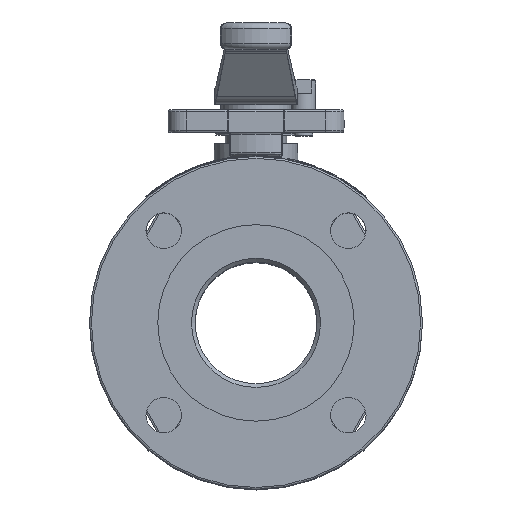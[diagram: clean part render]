
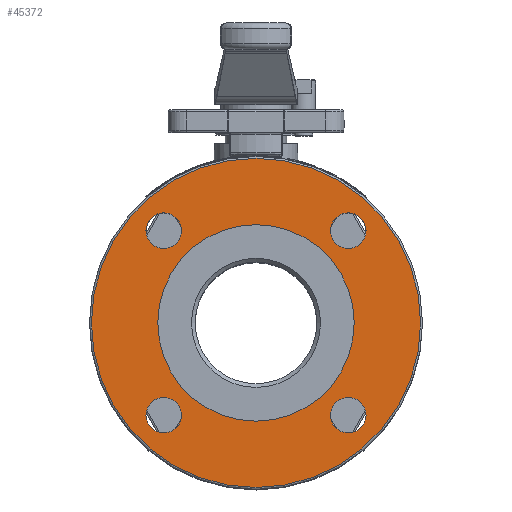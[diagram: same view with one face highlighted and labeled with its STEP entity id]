
A CAD part, top view. The second image highlights one B-rep face of the part: STEP entity #45372.
In plain terms, the highlighted planar face has unit normal (0, 0, 1).
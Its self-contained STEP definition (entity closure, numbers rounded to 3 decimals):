
#1526=FACE_BOUND('',#8920,.T.);
#1527=FACE_BOUND('',#8921,.T.);
#1528=FACE_BOUND('',#8922,.T.);
#1529=FACE_BOUND('',#8923,.T.);
#1530=FACE_BOUND('',#8924,.T.);
#4461=PLANE('',#47705);
#6232=FACE_OUTER_BOUND('',#8919,.T.);
#8919=EDGE_LOOP('',(#36018));
#8920=EDGE_LOOP('',(#36019));
#8921=EDGE_LOOP('',(#36020));
#8922=EDGE_LOOP('',(#36021));
#8923=EDGE_LOOP('',(#36022));
#8924=EDGE_LOOP('',(#36023));
#16745=CIRCLE('',#47703,88.);
#16746=CIRCLE('',#47706,52.5);
#16747=CIRCLE('',#47707,9.5);
#16748=CIRCLE('',#47708,9.5);
#16749=CIRCLE('',#47709,9.5);
#16750=CIRCLE('',#47710,9.5);
#20019=VERTEX_POINT('',#81956);
#20020=VERTEX_POINT('',#81960);
#20021=VERTEX_POINT('',#81962);
#20022=VERTEX_POINT('',#81964);
#20023=VERTEX_POINT('',#81966);
#20024=VERTEX_POINT('',#81968);
#25593=EDGE_CURVE('',#20019,#20019,#16745,.T.);
#25594=EDGE_CURVE('',#20020,#20020,#16746,.T.);
#25595=EDGE_CURVE('',#20021,#20021,#16747,.T.);
#25596=EDGE_CURVE('',#20022,#20022,#16748,.T.);
#25597=EDGE_CURVE('',#20023,#20023,#16749,.T.);
#25598=EDGE_CURVE('',#20024,#20024,#16750,.T.);
#36018=ORIENTED_EDGE('',*,*,#25593,.F.);
#36019=ORIENTED_EDGE('',*,*,#25594,.T.);
#36020=ORIENTED_EDGE('',*,*,#25595,.T.);
#36021=ORIENTED_EDGE('',*,*,#25596,.T.);
#36022=ORIENTED_EDGE('',*,*,#25597,.T.);
#36023=ORIENTED_EDGE('',*,*,#25598,.T.);
#45372=ADVANCED_FACE('',(#6232,#1526,#1527,#1528,#1529,#1530),#4461,.F.);
#47703=AXIS2_PLACEMENT_3D('',#81957,#53647,#53648);
#47705=AXIS2_PLACEMENT_3D('',#81959,#53651,#53652);
#47706=AXIS2_PLACEMENT_3D('',#81961,#53653,#53654);
#47707=AXIS2_PLACEMENT_3D('',#81963,#53655,#53656);
#47708=AXIS2_PLACEMENT_3D('',#81965,#53657,#53658);
#47709=AXIS2_PLACEMENT_3D('',#81967,#53659,#53660);
#47710=AXIS2_PLACEMENT_3D('',#81969,#53661,#53662);
#53647=DIRECTION('center_axis',(0.,0.,-1.));
#53648=DIRECTION('ref_axis',(1.,0.,0.));
#53651=DIRECTION('center_axis',(0.,0.,-1.));
#53652=DIRECTION('ref_axis',(-1.,0.,0.));
#53653=DIRECTION('center_axis',(0.,0.,-1.));
#53654=DIRECTION('ref_axis',(1.,0.,0.));
#53655=DIRECTION('center_axis',(0.,0.,-1.));
#53656=DIRECTION('ref_axis',(1.,0.,0.));
#53657=DIRECTION('center_axis',(0.,0.,-1.));
#53658=DIRECTION('ref_axis',(1.,0.,0.));
#53659=DIRECTION('center_axis',(0.,0.,-1.));
#53660=DIRECTION('ref_axis',(1.,0.,0.));
#53661=DIRECTION('center_axis',(0.,0.,-1.));
#53662=DIRECTION('ref_axis',(1.,0.,0.));
#81956=CARTESIAN_POINT('',(-88.,0.,188.4));
#81957=CARTESIAN_POINT('Origin',(0.,0.,188.4));
#81959=CARTESIAN_POINT('Origin',(0.,0.,188.4));
#81960=CARTESIAN_POINT('',(-52.5,0.,188.4));
#81961=CARTESIAN_POINT('Origin',(0.,0.,188.4));
#81962=CARTESIAN_POINT('',(-58.821,49.321,188.4));
#81963=CARTESIAN_POINT('Origin',(-49.321,49.321,188.4));
#81964=CARTESIAN_POINT('',(-58.821,-49.321,188.4));
#81965=CARTESIAN_POINT('Origin',(-49.321,-49.321,188.4));
#81966=CARTESIAN_POINT('',(39.821,-49.321,188.4));
#81967=CARTESIAN_POINT('Origin',(49.321,-49.321,188.4));
#81968=CARTESIAN_POINT('',(39.821,49.321,188.4));
#81969=CARTESIAN_POINT('Origin',(49.321,49.321,188.4));
